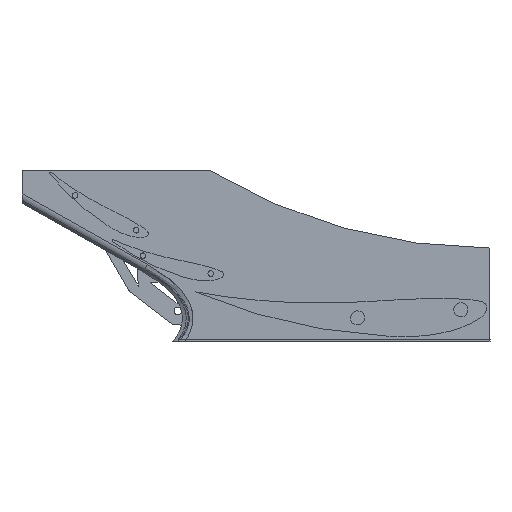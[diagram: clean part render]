
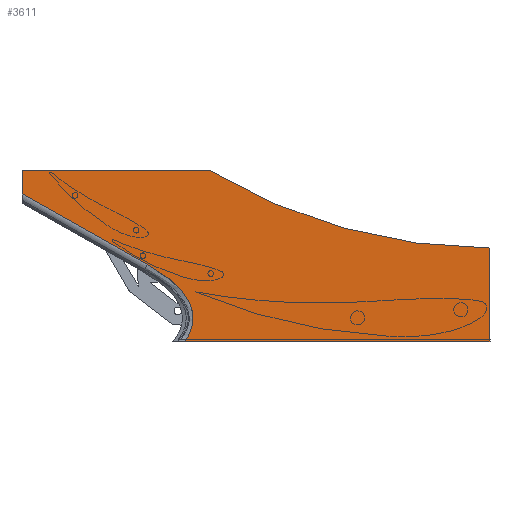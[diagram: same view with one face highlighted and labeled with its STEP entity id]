
A CAD part, front view. The second image highlights one B-rep face of the part: STEP entity #3611.
In plain terms, the highlighted face is planar.
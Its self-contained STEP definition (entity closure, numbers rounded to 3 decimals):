
#39=B_SPLINE_CURVE_WITH_KNOTS('',3,(#6291,#6292,#6293,#6294,#6295,#6296,
#6297,#6298,#6299,#6300,#6301,#6302,#6303),.UNSPECIFIED.,.F.,.F.,(4,1,1,
1,1,1,1,1,1,1,4),(-11.898,-10.318,-8.739,
-7.159,-5.579,-4.789,-3.999,
-3.209,-2.419,-1.629,-1.327),
 .UNSPECIFIED.);
#327=PLANE('',#4087);
#456=FACE_OUTER_BOUND('',#652,.T.);
#652=EDGE_LOOP('',(#2816,#2817,#2818,#2819,#2820,#2821,#2822));
#875=LINE('',#6048,#1165);
#893=LINE('',#6324,#1183);
#895=LINE('',#6328,#1185);
#899=LINE('',#6340,#1189);
#900=LINE('',#6342,#1190);
#1165=VECTOR('',#4741,10.);
#1183=VECTOR('',#4781,10.);
#1185=VECTOR('',#4785,10.);
#1189=VECTOR('',#4793,10.);
#1190=VECTOR('',#4796,10.);
#1468=CIRCLE('',#4070,583.669);
#1687=VERTEX_POINT('',#6041);
#1688=VERTEX_POINT('',#6043);
#1689=VERTEX_POINT('',#6047);
#1706=VERTEX_POINT('',#6282);
#1708=VERTEX_POINT('',#6290);
#1711=VERTEX_POINT('',#6321);
#1712=VERTEX_POINT('',#6327);
#2076=EDGE_CURVE('',#1687,#1688,#1468,.T.);
#2078=EDGE_CURVE('',#1688,#1689,#875,.T.);
#2104=EDGE_CURVE('',#1708,#1706,#39,.T.);
#2109=EDGE_CURVE('',#1711,#1708,#893,.T.);
#2111=EDGE_CURVE('',#1711,#1712,#895,.T.);
#2115=EDGE_CURVE('',#1689,#1706,#899,.T.);
#2116=EDGE_CURVE('',#1712,#1687,#900,.T.);
#2816=ORIENTED_EDGE('',*,*,#2076,.F.);
#2817=ORIENTED_EDGE('',*,*,#2116,.F.);
#2818=ORIENTED_EDGE('',*,*,#2111,.F.);
#2819=ORIENTED_EDGE('',*,*,#2109,.T.);
#2820=ORIENTED_EDGE('',*,*,#2104,.T.);
#2821=ORIENTED_EDGE('',*,*,#2115,.F.);
#2822=ORIENTED_EDGE('',*,*,#2078,.F.);
#3611=ADVANCED_FACE('',(#456),#327,.F.);
#4070=AXIS2_PLACEMENT_3D('',#6044,#4736,#4737);
#4087=AXIS2_PLACEMENT_3D('',#6343,#4797,#4798);
#4736=DIRECTION('center_axis',(0.,1.,0.));
#4737=DIRECTION('ref_axis',(0.,0.,1.));
#4741=DIRECTION('',(0.,0.,1.));
#4781=DIRECTION('',(0.871,0.,0.491));
#4785=DIRECTION('',(0.,0.,-1.));
#4793=DIRECTION('',(-1.,0.,0.));
#4796=DIRECTION('',(1.,0.,0.));
#4797=DIRECTION('center_axis',(0.,-1.,0.));
#4798=DIRECTION('ref_axis',(0.,0.,-1.));
#6041=CARTESIAN_POINT('',(-50.,2.5,-91.5));
#6043=CARTESIAN_POINT('',(250.,2.5,-8.5));
#6044=CARTESIAN_POINT('Origin',(250.,2.5,-592.169));
#6047=CARTESIAN_POINT('',(250.,2.5,91.5));
#6048=CARTESIAN_POINT('',(250.,2.5,91.5));
#6282=CARTESIAN_POINT('',(-76.224,2.5,91.5));
#6290=CARTESIAN_POINT('',(-116.054,2.5,9.083));
#6291=CARTESIAN_POINT('Ctrl Pts',(-116.054,2.5,9.083));
#6292=CARTESIAN_POINT('Ctrl Pts',(-111.466,2.5,11.668));
#6293=CARTESIAN_POINT('Ctrl Pts',(-102.477,2.5,17.137));
#6294=CARTESIAN_POINT('Ctrl Pts',(-89.778,2.5,26.584));
#6295=CARTESIAN_POINT('Ctrl Pts',(-78.452,2.5,37.675));
#6296=CARTESIAN_POINT('Ctrl Pts',(-71.167,2.5,48.788));
#6297=CARTESIAN_POINT('Ctrl Pts',(-67.859,2.5,58.858));
#6298=CARTESIAN_POINT('Ctrl Pts',(-67.022,2.5,66.759));
#6299=CARTESIAN_POINT('Ctrl Pts',(-67.976,2.5,74.652));
#6300=CARTESIAN_POINT('Ctrl Pts',(-70.545,2.5,82.16));
#6301=CARTESIAN_POINT('Ctrl Pts',(-73.583,2.5,87.673));
#6302=CARTESIAN_POINT('Ctrl Pts',(-75.636,2.5,90.681));
#6303=CARTESIAN_POINT('Ctrl Pts',(-76.224,2.5,91.5));
#6321=CARTESIAN_POINT('',(-250.,2.5,-66.385));
#6324=CARTESIAN_POINT('',(31.886,2.5,92.436));
#6327=CARTESIAN_POINT('',(-250.,2.5,-91.5));
#6328=CARTESIAN_POINT('',(-250.,2.5,-91.5));
#6340=CARTESIAN_POINT('',(-250.,2.5,91.5));
#6342=CARTESIAN_POINT('',(250.,2.5,-91.5));
#6343=CARTESIAN_POINT('Origin',(0.,2.5,0.));
